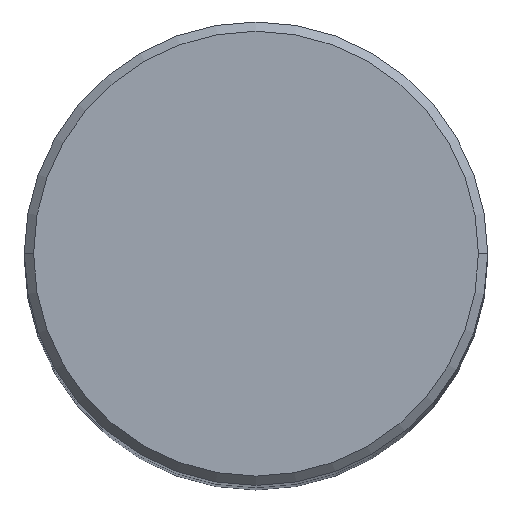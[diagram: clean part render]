
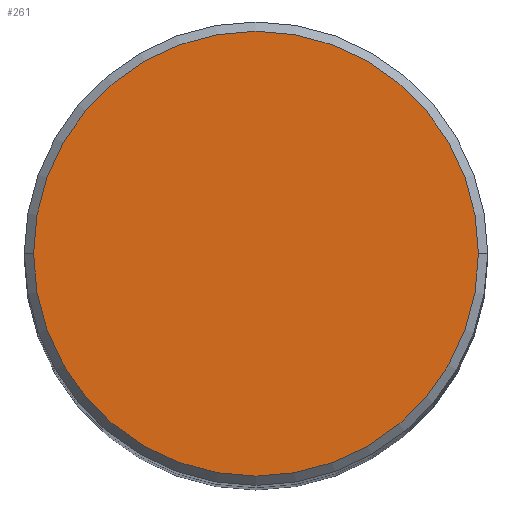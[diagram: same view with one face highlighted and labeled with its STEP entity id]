
A CAD part, top view. The second image highlights one B-rep face of the part: STEP entity #261.
In plain terms, the highlighted planar face has unit normal (0, 0, 1).
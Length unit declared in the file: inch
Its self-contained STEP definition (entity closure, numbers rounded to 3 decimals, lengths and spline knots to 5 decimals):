
#2 = EDGE_CURVE ( 'NONE', #50, #18, #135, .T. ) ;
#9 = CARTESIAN_POINT ( 'NONE',  ( -0.48, 0., 0. ) ) ;
#18 = VERTEX_POINT ( 'NONE', #209 ) ;
#25 = PLANE ( 'NONE',  #160 ) ;
#50 = VERTEX_POINT ( 'NONE', #9 ) ;
#55 = ORIENTED_EDGE ( 'NONE', *, *, #163, .T. ) ;
#76 = AXIS2_PLACEMENT_3D ( 'NONE', #398, #374, #339 ) ;
#90 = DIRECTION ( 'NONE',  ( 1., 0., 0. ) ) ;
#135 = CIRCLE ( 'NONE', #76, 0.48 ) ;
#147 = DIRECTION ( 'NONE',  ( 0., 0., 1. ) ) ;
#154 = AXIS2_PLACEMENT_3D ( 'NONE', #352, #147, #90 ) ;
#160 = AXIS2_PLACEMENT_3D ( 'NONE', #246, #381, #217 ) ;
#163 = EDGE_CURVE ( 'NONE', #18, #50, #237, .T. ) ;
#209 = CARTESIAN_POINT ( 'NONE',  ( 0.48, 0., 0. ) ) ;
#217 = DIRECTION ( 'NONE',  ( -1., 0., 0. ) ) ;
#221 = FACE_OUTER_BOUND ( 'NONE', #369, .T. ) ;
#237 = CIRCLE ( 'NONE', #154, 0.48 ) ;
#246 = CARTESIAN_POINT ( 'NONE',  ( 0., 0.48, 0. ) ) ;
#261 = ADVANCED_FACE ( 'NONE', ( #221 ), #25, .F. ) ;
#294 = ORIENTED_EDGE ( 'NONE', *, *, #2, .T. ) ;
#339 = DIRECTION ( 'NONE',  ( 1., 0., 0. ) ) ;
#352 = CARTESIAN_POINT ( 'NONE',  ( 0., 0., 0. ) ) ;
#369 = EDGE_LOOP ( 'NONE', ( #294, #55 ) ) ;
#374 = DIRECTION ( 'NONE',  ( 0., 0., 1. ) ) ;
#381 = DIRECTION ( 'NONE',  ( 0., 0., -1. ) ) ;
#398 = CARTESIAN_POINT ( 'NONE',  ( 0., 0., 0. ) ) ;
